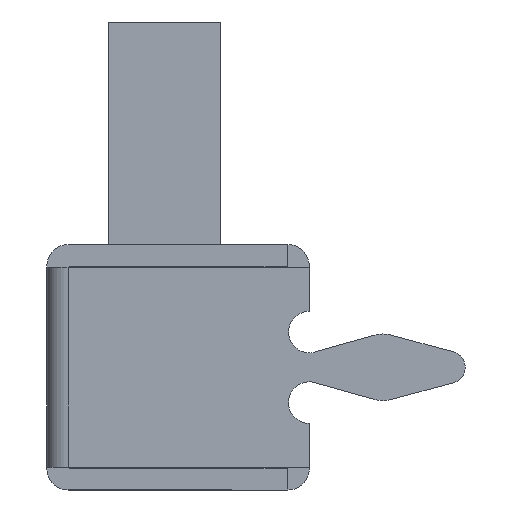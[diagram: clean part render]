
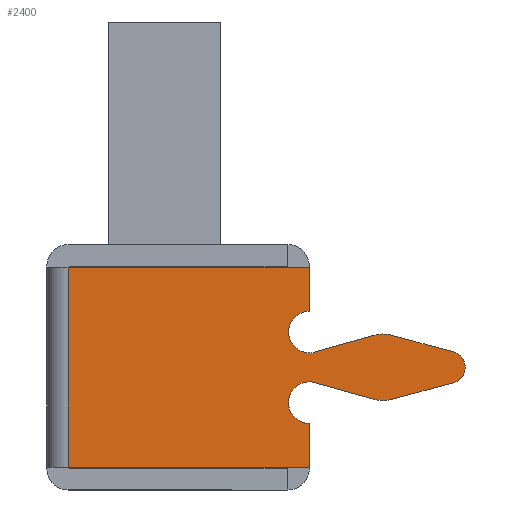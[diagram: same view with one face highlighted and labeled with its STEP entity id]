
A CAD part, left-side view. The second image highlights one B-rep face of the part: STEP entity #2400.
In plain terms, the highlighted planar face has unit normal (-1, 0, 0).
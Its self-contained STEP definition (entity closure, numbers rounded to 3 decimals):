
#4 = CARTESIAN_POINT ( 'NONE',  ( 0., -7.493, -3.988 ) ) ;
#12 = EDGE_CURVE ( 'NONE', #4916, #4853, #1718, .T. ) ;
#14 = ORIENTED_EDGE ( 'NONE', *, *, #682, .T. ) ;
#34 = CARTESIAN_POINT ( 'NONE',  ( 0., -7.28, -1.919 ) ) ;
#63 = ORIENTED_EDGE ( 'NONE', *, *, #1107, .T. ) ;
#174 = LINE ( 'NONE', #2248, #4287 ) ;
#234 = CARTESIAN_POINT ( 'NONE',  ( 0., -5.875, -1.62 ) ) ;
#319 = AXIS2_PLACEMENT_3D ( 'NONE', #1878, #2574, #2993 ) ;
#346 = VERTEX_POINT ( 'NONE', #699 ) ;
#451 = AXIS2_PLACEMENT_3D ( 'NONE', #555, #3743, #2631 ) ;
#555 = CARTESIAN_POINT ( 'NONE',  ( 0., -6.019, -2.132 ) ) ;
#569 = VERTEX_POINT ( 'NONE', #3043 ) ;
#580 = AXIS2_PLACEMENT_3D ( 'NONE', #2058, #843, #4028 ) ;
#601 = DIRECTION ( 'NONE',  ( 0., 0.966, 0.259 ) ) ;
#649 = ORIENTED_EDGE ( 'NONE', *, *, #4743, .T. ) ;
#682 = EDGE_CURVE ( 'NONE', #4410, #4896, #4150, .T. ) ;
#699 = CARTESIAN_POINT ( 'NONE',  ( 0., -7.28, -2.475 ) ) ;
#712 = ORIENTED_EDGE ( 'NONE', *, *, #4994, .T. ) ;
#805 = DIRECTION ( 'NONE',  ( 0., 0., 1. ) ) ;
#832 = VERTEX_POINT ( 'NONE', #34 ) ;
#843 = DIRECTION ( 'NONE',  ( -1., 0., 0. ) ) ;
#958 = VERTEX_POINT ( 'NONE', #2465 ) ;
#972 = EDGE_CURVE ( 'NONE', #832, #4907, #5062, .T. ) ;
#1028 = DIRECTION ( 'NONE',  ( -1., 0., 0. ) ) ;
#1107 = EDGE_CURVE ( 'NONE', #569, #4410, #3810, .T. ) ;
#1129 = VERTEX_POINT ( 'NONE', #3038 ) ;
#1142 = CARTESIAN_POINT ( 'NONE',  ( 0., -4.699, -2.829 ) ) ;
#1169 = CARTESIAN_POINT ( 'NONE',  ( 0., -0.381, -0.406 ) ) ;
#1306 = DIRECTION ( 'NONE',  ( 0., -0.962, -0.271 ) ) ;
#1362 = VECTOR ( 'NONE', #1306, 1000. ) ;
#1392 = DIRECTION ( 'NONE',  ( 0., 0., 1. ) ) ;
#1412 = CARTESIAN_POINT ( 'NONE',  ( 0., -7.493, 0. ) ) ;
#1438 = DIRECTION ( 'NONE',  ( 0., 0., 1. ) ) ;
#1467 = VERTEX_POINT ( 'NONE', #2980 ) ;
#1551 = LINE ( 'NONE', #4715, #1774 ) ;
#1574 = CIRCLE ( 'NONE', #3746, 0.372 ) ;
#1591 = VERTEX_POINT ( 'NONE', #1169 ) ;
#1662 = EDGE_CURVE ( 'NONE', #2292, #4747, #4339, .T. ) ;
#1718 = CIRCLE ( 'NONE', #2464, 0.532 ) ;
#1747 = DIRECTION ( 'NONE',  ( -1., 0., 0. ) ) ;
#1774 = VECTOR ( 'NONE', #4356, 1000. ) ;
#1878 = CARTESIAN_POINT ( 'NONE',  ( 0., -4.699, -1.566 ) ) ;
#1944 = DIRECTION ( 'NONE',  ( 1., 0., 0. ) ) ;
#1963 = DIRECTION ( 'NONE',  ( 0., 0., -1. ) ) ;
#2017 = LINE ( 'NONE', #4388, #4196 ) ;
#2058 = CARTESIAN_POINT ( 'NONE',  ( 0., -6.019, -2.262 ) ) ;
#2060 = CARTESIAN_POINT ( 'NONE',  ( 0., -6.157, -1.618 ) ) ;
#2074 = LINE ( 'NONE', #2854, #2842 ) ;
#2089 = CARTESIAN_POINT ( 'NONE',  ( 0., -5.875, -2.774 ) ) ;
#2144 = DIRECTION ( 'NONE',  ( 0., 1., 0. ) ) ;
#2178 = EDGE_CURVE ( 'NONE', #4896, #1467, #1574, .T. ) ;
#2188 = PLANE ( 'NONE',  #3834 ) ;
#2211 = CARTESIAN_POINT ( 'NONE',  ( 0., -6.019, -2.262 ) ) ;
#2241 = VERTEX_POINT ( 'NONE', #4051 ) ;
#2242 = DIRECTION ( 'NONE',  ( 0., 0., -1. ) ) ;
#2248 = CARTESIAN_POINT ( 'NONE',  ( 0., -4.699, -0.406 ) ) ;
#2267 = EDGE_CURVE ( 'NONE', #2241, #4916, #4423, .T. ) ;
#2292 = VERTEX_POINT ( 'NONE', #2373 ) ;
#2338 = CARTESIAN_POINT ( 'NONE',  ( 0., -0.381, -3.988 ) ) ;
#2373 = CARTESIAN_POINT ( 'NONE',  ( 0., -4.699, -3.2 ) ) ;
#2400 = ADVANCED_FACE ( 'NONE', ( #3339 ), #2188, .T. ) ;
#2464 = AXIS2_PLACEMENT_3D ( 'NONE', #2211, #3367, #4964 ) ;
#2465 = CARTESIAN_POINT ( 'NONE',  ( 0., -4.699, -3.988 ) ) ;
#2508 = LINE ( 'NONE', #4430, #3263 ) ;
#2557 = ORIENTED_EDGE ( 'NONE', *, *, #2267, .T. ) ;
#2574 = DIRECTION ( 'NONE',  ( 1., 0., 0. ) ) ;
#2631 = DIRECTION ( 'NONE',  ( 0., 0., 1. ) ) ;
#2662 = ORIENTED_EDGE ( 'NONE', *, *, #4448, .T. ) ;
#2672 = DIRECTION ( 'NONE',  ( 0., 0.962, -0.271 ) ) ;
#2689 = CIRCLE ( 'NONE', #451, 0.532 ) ;
#2693 = CARTESIAN_POINT ( 'NONE',  ( 0., -6.157, -2.776 ) ) ;
#2758 = LINE ( 'NONE', #4, #3692 ) ;
#2812 = DIRECTION ( 'NONE',  ( 1., 0., 0. ) ) ;
#2842 = VECTOR ( 'NONE', #4854, 1000. ) ;
#2854 = CARTESIAN_POINT ( 'NONE',  ( 0., -0.381, -3.988 ) ) ;
#2861 = ORIENTED_EDGE ( 'NONE', *, *, #5091, .T. ) ;
#2980 = CARTESIAN_POINT ( 'NONE',  ( 0., -4.699, -1.194 ) ) ;
#2993 = DIRECTION ( 'NONE',  ( 0., 0., 1. ) ) ;
#3019 = AXIS2_PLACEMENT_3D ( 'NONE', #3422, #1028, #2242 ) ;
#3034 = ORIENTED_EDGE ( 'NONE', *, *, #12, .T. ) ;
#3038 = CARTESIAN_POINT ( 'NONE',  ( 0., -4.699, -0.406 ) ) ;
#3043 = CARTESIAN_POINT ( 'NONE',  ( 0., -5.875, -1.62 ) ) ;
#3055 = VECTOR ( 'NONE', #601, 1000. ) ;
#3124 = ORIENTED_EDGE ( 'NONE', *, *, #4027, .F. ) ;
#3263 = VECTOR ( 'NONE', #2144, 1000. ) ;
#3311 = ORIENTED_EDGE ( 'NONE', *, *, #2178, .T. ) ;
#3339 = FACE_OUTER_BOUND ( 'NONE', #4223, .T. ) ;
#3367 = DIRECTION ( 'NONE',  ( -1., 0., 0. ) ) ;
#3422 = CARTESIAN_POINT ( 'NONE',  ( 0., -7.206, -2.197 ) ) ;
#3517 = ORIENTED_EDGE ( 'NONE', *, *, #4201, .T. ) ;
#3590 = CARTESIAN_POINT ( 'NONE',  ( 0., -4.8, -1.923 ) ) ;
#3632 = CARTESIAN_POINT ( 'NONE',  ( 0., -4.699, -1.937 ) ) ;
#3692 = VECTOR ( 'NONE', #3967, 1000. ) ;
#3743 = DIRECTION ( 'NONE',  ( -1., 0., 0. ) ) ;
#3746 = AXIS2_PLACEMENT_3D ( 'NONE', #4841, #2812, #4890 ) ;
#3810 = LINE ( 'NONE', #234, #5159 ) ;
#3834 = AXIS2_PLACEMENT_3D ( 'NONE', #1412, #1747, #1438 ) ;
#3890 = ORIENTED_EDGE ( 'NONE', *, *, #972, .T. ) ;
#3967 = DIRECTION ( 'NONE',  ( 0., 1., 0. ) ) ;
#4027 = EDGE_CURVE ( 'NONE', #958, #4056, #2758, .T. ) ;
#4028 = DIRECTION ( 'NONE',  ( 0., 0., -1. ) ) ;
#4051 = CARTESIAN_POINT ( 'NONE',  ( 0., -5.875, -2.774 ) ) ;
#4053 = CARTESIAN_POINT ( 'NONE',  ( 0., -6.019, -2.794 ) ) ;
#4056 = VERTEX_POINT ( 'NONE', #2338 ) ;
#4150 = CIRCLE ( 'NONE', #319, 0.372 ) ;
#4156 = ORIENTED_EDGE ( 'NONE', *, *, #1662, .T. ) ;
#4196 = VECTOR ( 'NONE', #805, 1000. ) ;
#4201 = EDGE_CURVE ( 'NONE', #1591, #4056, #2074, .T. ) ;
#4223 = EDGE_LOOP ( 'NONE', ( #649, #4887, #3517, #3124, #2662, #4156, #4239, #2557, #3034, #5078, #712, #3890, #2861, #63, #14, #3311 ) ) ;
#4239 = ORIENTED_EDGE ( 'NONE', *, *, #4965, .T. ) ;
#4287 = VECTOR ( 'NONE', #1392, 1000. ) ;
#4339 = CIRCLE ( 'NONE', #4995, 0.372 ) ;
#4356 = DIRECTION ( 'NONE',  ( 0., -0.966, 0.259 ) ) ;
#4388 = CARTESIAN_POINT ( 'NONE',  ( 0., -4.699, -3.2 ) ) ;
#4410 = VERTEX_POINT ( 'NONE', #3590 ) ;
#4423 = CIRCLE ( 'NONE', #580, 0.532 ) ;
#4430 = CARTESIAN_POINT ( 'NONE',  ( 0., -7.493, -0.406 ) ) ;
#4448 = EDGE_CURVE ( 'NONE', #958, #2292, #2017, .T. ) ;
#4518 = EDGE_CURVE ( 'NONE', #1129, #1591, #2508, .T. ) ;
#4634 = CARTESIAN_POINT ( 'NONE',  ( 0., -4.8, -2.471 ) ) ;
#4643 = CARTESIAN_POINT ( 'NONE',  ( 0., -7.28, -1.919 ) ) ;
#4715 = CARTESIAN_POINT ( 'NONE',  ( 0., -7.28, -2.475 ) ) ;
#4743 = EDGE_CURVE ( 'NONE', #1467, #1129, #174, .T. ) ;
#4747 = VERTEX_POINT ( 'NONE', #4634 ) ;
#4776 = EDGE_CURVE ( 'NONE', #4853, #346, #1551, .T. ) ;
#4841 = CARTESIAN_POINT ( 'NONE',  ( 0., -4.699, -1.566 ) ) ;
#4853 = VERTEX_POINT ( 'NONE', #2693 ) ;
#4854 = DIRECTION ( 'NONE',  ( 0., 0., -1. ) ) ;
#4872 = LINE ( 'NONE', #2089, #1362 ) ;
#4887 = ORIENTED_EDGE ( 'NONE', *, *, #4518, .T. ) ;
#4890 = DIRECTION ( 'NONE',  ( 0., 0., 1. ) ) ;
#4896 = VERTEX_POINT ( 'NONE', #3632 ) ;
#4907 = VERTEX_POINT ( 'NONE', #2060 ) ;
#4916 = VERTEX_POINT ( 'NONE', #4053 ) ;
#4964 = DIRECTION ( 'NONE',  ( 0., 0., -1. ) ) ;
#4965 = EDGE_CURVE ( 'NONE', #4747, #2241, #4872, .T. ) ;
#4994 = EDGE_CURVE ( 'NONE', #346, #832, #5127, .T. ) ;
#4995 = AXIS2_PLACEMENT_3D ( 'NONE', #1142, #1944, #1963 ) ;
#5062 = LINE ( 'NONE', #4643, #3055 ) ;
#5078 = ORIENTED_EDGE ( 'NONE', *, *, #4776, .T. ) ;
#5091 = EDGE_CURVE ( 'NONE', #4907, #569, #2689, .T. ) ;
#5127 = CIRCLE ( 'NONE', #3019, 0.287 ) ;
#5159 = VECTOR ( 'NONE', #2672, 1000. ) ;
